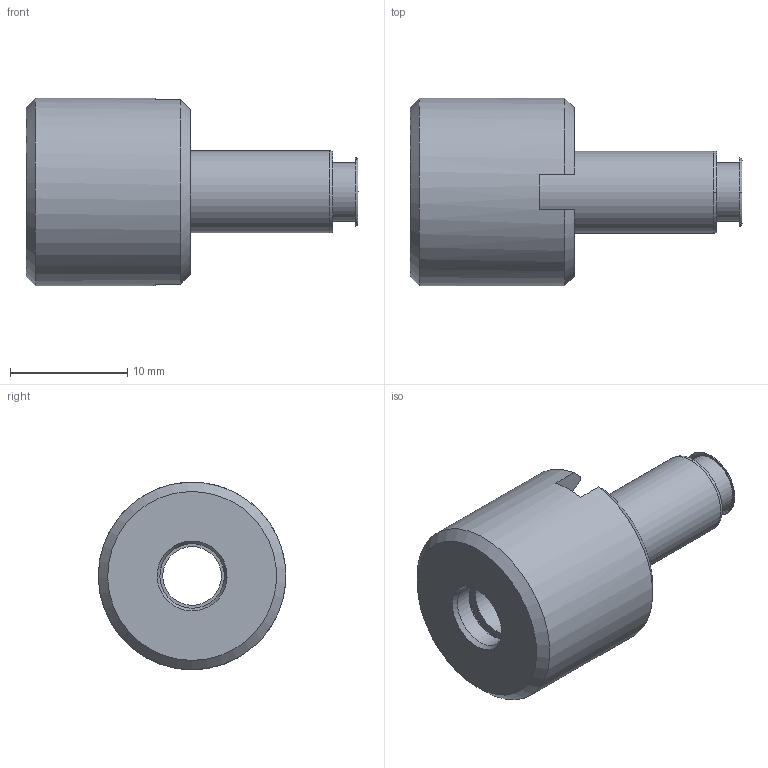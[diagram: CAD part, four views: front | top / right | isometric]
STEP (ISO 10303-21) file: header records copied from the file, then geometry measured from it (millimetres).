
FILE_DESCRIPTION(/* description */ (''),/* implementation_level */ '2;1');
FILE_NAME(/* name */ '7805001_-.stp',/* time_stamp */ '2021-04-28T13:50:38+02:00',/* author */ ('Fai'),/* organization */ (''),/* preprocessor_version */ 'ST-DEVELOPER v17.2',/* originating_system */ 'Autodesk Inventor 2019',/* authorisation */ '');
FILE_SCHEMA (('AUTOMOTIVE_DESIGN { 1 0 10303 214 3 1 1 }'));
Length unit declared in the file: millimetre
Products named in the file (1): 7805001
Bounding box: 28.31 x 15.98 x 15.99 mm (x, y, z)
Volume: 2294.1 mm3; surface area: 2794.2 mm2
Topology: 2 solids, 2 shells, 56 faces, 169 edges, 122 vertices
Faces by surface type: plane 20, torus 16, cylinder 10, cone 10
Full cylindrical faces by diameter (mm): 5 x1, 5.5 x1, 7 x1, 7.4 x1, 11.3 x2, 11.8 x1, 11.9 x2, 16 x1
Entity records: 2131 total; most frequent: CARTESIAN_POINT 378, DIRECTION 376, ORIENTED_EDGE 338, EDGE_CURVE 169, AXIS2_PLACEMENT_3D 163, VERTEX_POINT 122, CIRCLE 106, EDGE_LOOP 66
